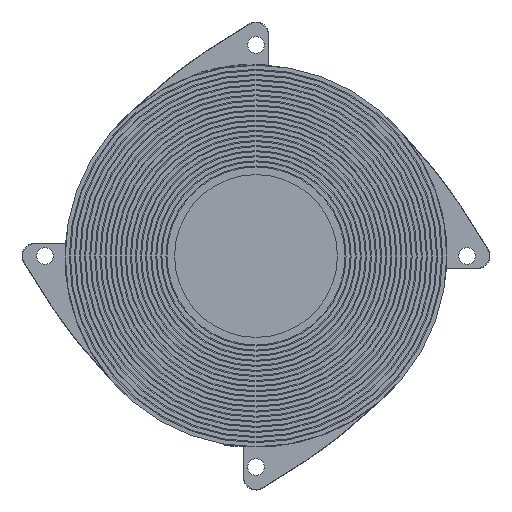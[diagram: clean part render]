
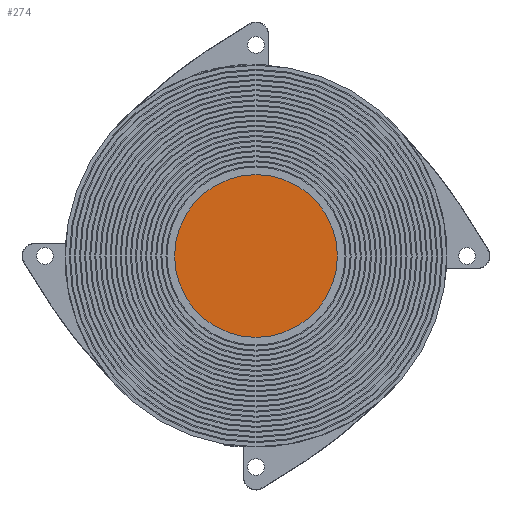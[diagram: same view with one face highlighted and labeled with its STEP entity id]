
A CAD part, front view. The second image highlights one B-rep face of the part: STEP entity #274.
In plain terms, the highlighted planar face has unit normal (0, -1, 0).
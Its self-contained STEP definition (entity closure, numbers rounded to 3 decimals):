
#274 = ADVANCED_FACE ( 'NONE', ( #8902 ), #8896, .F. ) ;
#299 = EDGE_CURVE ( 'NONE', #3412, #3413, #5330, .T. ) ;
#552 = EDGE_CURVE ( 'NONE', #3413, #3412, #5022, .T. ) ;
#1911 = EDGE_LOOP ( 'NONE', ( #2158, #2159 ) ) ;
#2158 = ORIENTED_EDGE ( 'NONE', *, *, #552, .T. ) ;
#2159 = ORIENTED_EDGE ( 'NONE', *, *, #299, .T. ) ;
#3412 = VERTEX_POINT ( 'NONE', #5938 ) ;
#3413 = VERTEX_POINT ( 'NONE', #5937 ) ;
#4982 = AXIS2_PLACEMENT_3D ( 'NONE', #10061, #10060, #10059 ) ;
#5022 = CIRCLE ( 'NONE', #4982, 16. ) ;
#5309 = AXIS2_PLACEMENT_3D ( 'NONE', #8734, #8733, #8732 ) ;
#5330 = CIRCLE ( 'NONE', #5309, 16. ) ;
#5340 = AXIS2_PLACEMENT_3D ( 'NONE', #8900, #8893, #8891 ) ;
#5937 = CARTESIAN_POINT ( 'NONE',  ( 0., 1., -16. ) ) ;
#5938 = CARTESIAN_POINT ( 'NONE',  ( 0., 1., 16. ) ) ;
#8732 = DIRECTION ( 'NONE',  ( 0., 0., -1. ) ) ;
#8733 = DIRECTION ( 'NONE',  ( 0., -1., 0. ) ) ;
#8734 = CARTESIAN_POINT ( 'NONE',  ( 0., 1., 0. ) ) ;
#8891 = DIRECTION ( 'NONE',  ( 0., 0., 1. ) ) ;
#8893 = DIRECTION ( 'NONE',  ( 0., 1., 0. ) ) ;
#8896 = PLANE ( 'NONE',  #5340 ) ;
#8900 = CARTESIAN_POINT ( 'NONE',  ( 0., 1., 0. ) ) ;
#8902 = FACE_OUTER_BOUND ( 'NONE', #1911, .T. ) ;
#10059 = DIRECTION ( 'NONE',  ( 0., 0., -1. ) ) ;
#10060 = DIRECTION ( 'NONE',  ( 0., -1., 0. ) ) ;
#10061 = CARTESIAN_POINT ( 'NONE',  ( 0., 1., 0. ) ) ;
